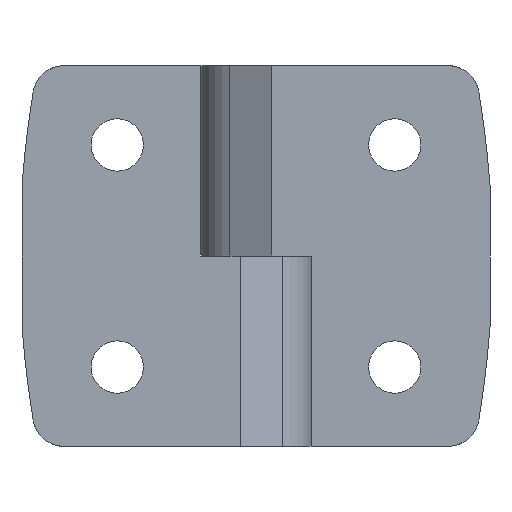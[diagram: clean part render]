
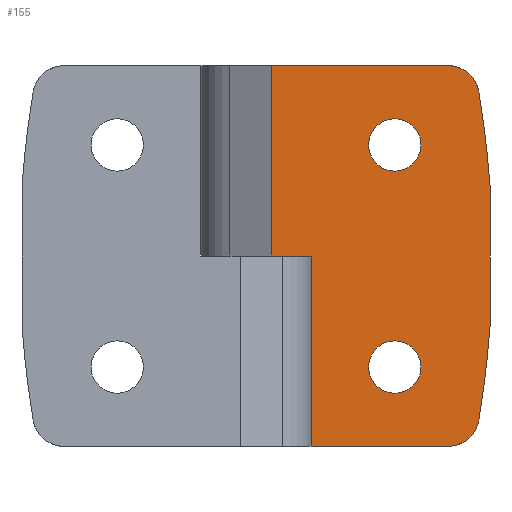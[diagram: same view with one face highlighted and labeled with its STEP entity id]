
A CAD part, front view. The second image highlights one B-rep face of the part: STEP entity #155.
In plain terms, the highlighted planar face has unit normal (0, -1, 0).
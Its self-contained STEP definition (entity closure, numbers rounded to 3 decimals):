
#155 = ADVANCED_FACE( '', ( #307, #308, #309 ), #310, .F. );
#307 = FACE_BOUND( '', #464, .T. );
#308 = FACE_BOUND( '', #465, .T. );
#309 = FACE_OUTER_BOUND( '', #466, .T. );
#310 = PLANE( '', #467 );
#464 = EDGE_LOOP( '', ( #718 ) );
#465 = EDGE_LOOP( '', ( #719 ) );
#466 = EDGE_LOOP( '', ( #720, #721, #722, #723, #724, #725, #726, #727, #728, #729 ) );
#467 = AXIS2_PLACEMENT_3D( '', #730, #731, #732 );
#718 = ORIENTED_EDGE( '', *, *, #924, .T. );
#719 = ORIENTED_EDGE( '', *, *, #886, .T. );
#720 = ORIENTED_EDGE( '', *, *, #968, .F. );
#721 = ORIENTED_EDGE( '', *, *, #877, .T. );
#722 = ORIENTED_EDGE( '', *, *, #969, .F. );
#723 = ORIENTED_EDGE( '', *, *, #970, .F. );
#724 = ORIENTED_EDGE( '', *, *, #966, .F. );
#725 = ORIENTED_EDGE( '', *, *, #919, .F. );
#726 = ORIENTED_EDGE( '', *, *, #895, .F. );
#727 = ORIENTED_EDGE( '', *, *, #971, .F. );
#728 = ORIENTED_EDGE( '', *, *, #935, .T. );
#729 = ORIENTED_EDGE( '', *, *, #908, .F. );
#730 = CARTESIAN_POINT( '', ( 29.5, -9., -24. ) );
#731 = DIRECTION( '', ( 0., 1., 0. ) );
#732 = DIRECTION( '', ( 0., 0., 1. ) );
#877 = EDGE_CURVE( '', #1012, #1013, #1014, .T. );
#886 = EDGE_CURVE( '', #1029, #1029, #1030, .T. );
#895 = EDGE_CURVE( '', #1044, #1046, #1047, .T. );
#908 = EDGE_CURVE( '', #1064, #1059, #1066, .T. );
#919 = EDGE_CURVE( '', #1046, #1083, #1084, .T. );
#924 = EDGE_CURVE( '', #1091, #1091, #1092, .T. );
#935 = EDGE_CURVE( '', #1107, #1059, #1108, .T. );
#966 = EDGE_CURVE( '', #1083, #1152, #1155, .T. );
#968 = EDGE_CURVE( '', #1012, #1064, #1157, .T. );
#969 = EDGE_CURVE( '', #1158, #1013, #1159, .T. );
#970 = EDGE_CURVE( '', #1152, #1158, #1160, .T. );
#971 = EDGE_CURVE( '', #1107, #1044, #1161, .T. );
#1012 = VERTEX_POINT( '', #1225 );
#1013 = VERTEX_POINT( '', #1226 );
#1014 = LINE( '', #1227, #1228 );
#1029 = VERTEX_POINT( '', #1246 );
#1030 = CIRCLE( '', #1247, 3.3 );
#1044 = VERTEX_POINT( '', #1280 );
#1046 = VERTEX_POINT( '', #1283 );
#1047 = CIRCLE( '', #1284, 4. );
#1059 = VERTEX_POINT( '', #1300 );
#1064 = VERTEX_POINT( '', #1309 );
#1066 = CIRCLE( '', #1312, 125.64 );
#1083 = VERTEX_POINT( '', #1337 );
#1084 = LINE( '', #1338, #1339 );
#1091 = VERTEX_POINT( '', #1347 );
#1092 = CIRCLE( '', #1348, 3.3 );
#1107 = VERTEX_POINT( '', #1367 );
#1108 = LINE( '', #1368, #1369 );
#1152 = VERTEX_POINT( '', #1591 );
#1155 = LINE( '', #1596, #1597 );
#1157 = CIRCLE( '', #1599, 4. );
#1158 = VERTEX_POINT( '', #1600 );
#1159 = LINE( '', #1601, #1602 );
#1160 = LINE( '', #1603, #1604 );
#1161 = CIRCLE( '', #1605, 125.64 );
#1225 = CARTESIAN_POINT( '', ( 24.158, -9., 24. ) );
#1226 = CARTESIAN_POINT( '', ( 2., -9., 24. ) );
#1227 = CARTESIAN_POINT( '', ( 29.5, -9., 24. ) );
#1228 = VECTOR( '', #1864, 1000. );
#1246 = CARTESIAN_POINT( '', ( 17.5, -9., 17.3 ) );
#1247 = AXIS2_PLACEMENT_3D( '', #1880, #1881, #1882 );
#1280 = CARTESIAN_POINT( '', ( 28.104, -9., -20.658 ) );
#1283 = CARTESIAN_POINT( '', ( 24.158, -9., -24. ) );
#1284 = AXIS2_PLACEMENT_3D( '', #1888, #1889, #1890 );
#1300 = CARTESIAN_POINT( '', ( 29.5, -9., 8.871 ) );
#1309 = CARTESIAN_POINT( '', ( 28.104, -9., 20.658 ) );
#1312 = AXIS2_PLACEMENT_3D( '', #1903, #1904, #1905 );
#1337 = CARTESIAN_POINT( '', ( 7., -9., -24. ) );
#1338 = CARTESIAN_POINT( '', ( 29.5, -9., -24. ) );
#1339 = VECTOR( '', #1914, 1000. );
#1347 = CARTESIAN_POINT( '', ( 17.5, -9., -10.7 ) );
#1348 = AXIS2_PLACEMENT_3D( '', #1922, #1923, #1924 );
#1367 = CARTESIAN_POINT( '', ( 29.5, -9., -8.871 ) );
#1368 = CARTESIAN_POINT( '', ( 29.5, -9., -24. ) );
#1369 = VECTOR( '', #1938, 1000. );
#1591 = CARTESIAN_POINT( '', ( 7., -9., 0. ) );
#1596 = CARTESIAN_POINT( '', ( 7., -9., -24. ) );
#1597 = VECTOR( '', #1978, 1000. );
#1599 = AXIS2_PLACEMENT_3D( '', #1979, #1980, #1981 );
#1600 = CARTESIAN_POINT( '', ( 2., -9., 0. ) );
#1601 = CARTESIAN_POINT( '', ( 2., -9., -24. ) );
#1602 = VECTOR( '', #1982, 1000. );
#1603 = CARTESIAN_POINT( '', ( 7., -9., 0. ) );
#1604 = VECTOR( '', #1983, 1000. );
#1605 = AXIS2_PLACEMENT_3D( '', #1984, #1985, #1986 );
#1864 = DIRECTION( '', ( -1., 0., 0. ) );
#1880 = CARTESIAN_POINT( '', ( 17.5, -9., 14. ) );
#1881 = DIRECTION( '', ( 0., 1., 0. ) );
#1882 = DIRECTION( '', ( 0., 0., 1. ) );
#1888 = CARTESIAN_POINT( '', ( 24.158, -9., -20. ) );
#1889 = DIRECTION( '', ( 0., 1., 0. ) );
#1890 = DIRECTION( '', ( 1., 0., 0. ) );
#1903 = CARTESIAN_POINT( '', ( -95.827, -9., 0. ) );
#1904 = DIRECTION( '', ( 0., 1., 0. ) );
#1905 = DIRECTION( '', ( 1., 0., 0. ) );
#1914 = DIRECTION( '', ( -1., 0., 0. ) );
#1922 = CARTESIAN_POINT( '', ( 17.5, -9., -14. ) );
#1923 = DIRECTION( '', ( 0., 1., 0. ) );
#1924 = DIRECTION( '', ( 0., 0., 1. ) );
#1938 = DIRECTION( '', ( 0., 0., 1. ) );
#1978 = DIRECTION( '', ( 0., 0., 1. ) );
#1979 = CARTESIAN_POINT( '', ( 24.158, -9., 20. ) );
#1980 = DIRECTION( '', ( 0., 1., 0. ) );
#1981 = DIRECTION( '', ( 1., 0., 0. ) );
#1982 = DIRECTION( '', ( 0., 0., 1. ) );
#1983 = DIRECTION( '', ( -1., 0., 0. ) );
#1984 = CARTESIAN_POINT( '', ( -95.827, -9., 0. ) );
#1985 = DIRECTION( '', ( 0., 1., 0. ) );
#1986 = DIRECTION( '', ( 1., 0., 0. ) );
